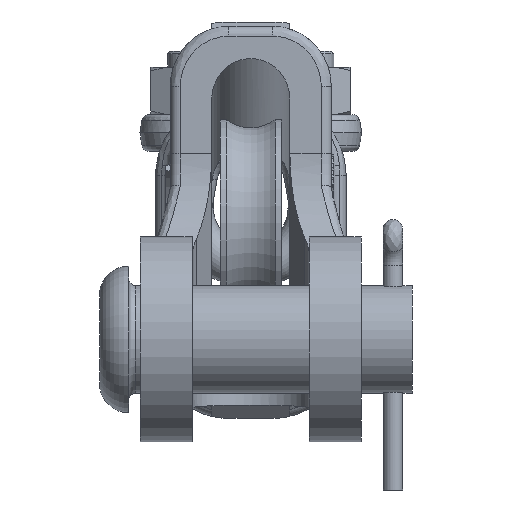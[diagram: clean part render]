
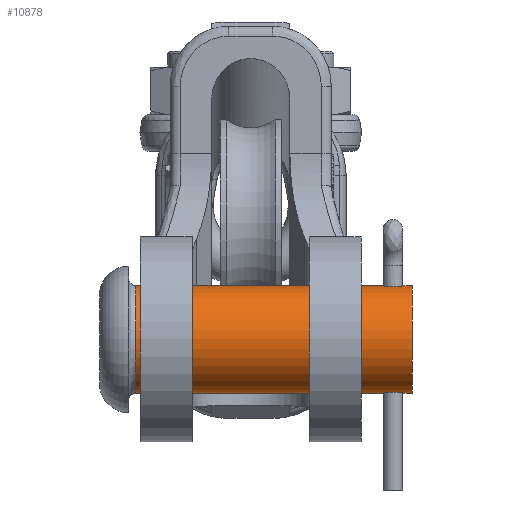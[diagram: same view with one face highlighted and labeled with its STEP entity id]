
A CAD part, front view. The second image highlights one B-rep face of the part: STEP entity #10878.
In plain terms, the highlighted cylindrical face has radius 17.462 mm (diameter 34.925 mm), a partial arc.
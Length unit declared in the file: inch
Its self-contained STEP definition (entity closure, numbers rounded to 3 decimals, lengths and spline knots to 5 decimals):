
#10611=CARTESIAN_POINT('',(1.95685,0.,0.5675));
#10612=CARTESIAN_POINT('',(1.95685,-0.00584,0.5675));
#10613=CARTESIAN_POINT('',(1.95613,-0.01744,
0.56735));
#10614=CARTESIAN_POINT('',(1.95287,-0.03467,
0.5667));
#10615=CARTESIAN_POINT('',(1.94747,-0.05142,
0.56564));
#10616=CARTESIAN_POINT('',(1.93999,-0.06739,
0.56425));
#10617=CARTESIAN_POINT('',(1.93051,-0.08238,
0.5626));
#10618=CARTESIAN_POINT('',(1.91922,-0.09606,
0.5608));
#10619=CARTESIAN_POINT('',(1.90623,-0.10825,
0.55896));
#10620=CARTESIAN_POINT('',(1.89189,-0.11864,0.55721));
#10621=CARTESIAN_POINT('',(1.87633,-0.12715,
0.55565));
#10622=CARTESIAN_POINT('',(1.85998,-0.13358,
0.55441));
#10623=CARTESIAN_POINT('',(1.84293,-0.13792,
0.55353));
#10624=CARTESIAN_POINT('',(1.82561,-0.14009,
0.55308));
#10625=CARTESIAN_POINT('',(1.8081,-0.14009,
0.55308));
#10626=CARTESIAN_POINT('',(1.79078,-0.13792,
0.55353));
#10627=CARTESIAN_POINT('',(1.77373,-0.13358,
0.55441));
#10628=CARTESIAN_POINT('',(1.75738,-0.12715,
0.55565));
#10629=CARTESIAN_POINT('',(1.74182,-0.11864,
0.55721));
#10630=CARTESIAN_POINT('',(1.72748,-0.10825,
0.55896));
#10631=CARTESIAN_POINT('',(1.71449,-0.09606,
0.5608));
#10632=CARTESIAN_POINT('',(1.7032,-0.08238,
0.5626));
#10633=CARTESIAN_POINT('',(1.69371,-0.06739,
0.56425));
#10634=CARTESIAN_POINT('',(1.68624,-0.05142,
0.56564));
#10635=CARTESIAN_POINT('',(1.68084,-0.03467,
0.5667));
#10636=CARTESIAN_POINT('',(1.67758,-0.01744,
0.56735));
#10637=CARTESIAN_POINT('',(1.67685,-0.00584,0.5675));
#10638=CARTESIAN_POINT('',(1.67685,0.,0.5675));
#10640=DIRECTION('',(1.,0.,0.));
#10641=VECTOR('',#10640,0.11);
#10642=CARTESIAN_POINT('',(1.95685,0.,0.5675));
#10643=LINE('',#10642,#10641);
#10644=CARTESIAN_POINT('',(1.67685,0.,-0.8075));
#10645=CARTESIAN_POINT('',(1.67685,-0.00584,-0.8075));
#10646=CARTESIAN_POINT('',(1.67758,-0.01744,
-0.80735));
#10647=CARTESIAN_POINT('',(1.68084,-0.03467,
-0.8067));
#10648=CARTESIAN_POINT('',(1.68624,-0.05142,
-0.80564));
#10649=CARTESIAN_POINT('',(1.69371,-0.06739,
-0.80425));
#10650=CARTESIAN_POINT('',(1.7032,-0.08238,
-0.8026));
#10651=CARTESIAN_POINT('',(1.71449,-0.09606,
-0.8008));
#10652=CARTESIAN_POINT('',(1.72748,-0.10825,
-0.79896));
#10653=CARTESIAN_POINT('',(1.74182,-0.11864,
-0.79721));
#10654=CARTESIAN_POINT('',(1.75738,-0.12715,
-0.79565));
#10655=CARTESIAN_POINT('',(1.77373,-0.13358,
-0.79441));
#10656=CARTESIAN_POINT('',(1.79078,-0.13792,
-0.79353));
#10657=CARTESIAN_POINT('',(1.8081,-0.14009,
-0.79308));
#10658=CARTESIAN_POINT('',(1.82561,-0.14009,
-0.79308));
#10659=CARTESIAN_POINT('',(1.84293,-0.13792,
-0.79353));
#10660=CARTESIAN_POINT('',(1.85998,-0.13358,
-0.79441));
#10661=CARTESIAN_POINT('',(1.87633,-0.12715,
-0.79565));
#10662=CARTESIAN_POINT('',(1.89189,-0.11864,
-0.79721));
#10663=CARTESIAN_POINT('',(1.90623,-0.10825,
-0.79896));
#10664=CARTESIAN_POINT('',(1.91922,-0.09606,
-0.8008));
#10665=CARTESIAN_POINT('',(1.93051,-0.08238,
-0.8026));
#10666=CARTESIAN_POINT('',(1.93999,-0.06739,
-0.80425));
#10667=CARTESIAN_POINT('',(1.94747,-0.05142,
-0.80564));
#10668=CARTESIAN_POINT('',(1.95287,-0.03467,
-0.8067));
#10669=CARTESIAN_POINT('',(1.95613,-0.01744,
-0.80735));
#10670=CARTESIAN_POINT('',(1.95685,-0.00584,-0.8075));
#10671=CARTESIAN_POINT('',(1.95685,0.,-0.8075));
#10673=DIRECTION('',(1.,0.,0.));
#10674=VECTOR('',#10673,3.145);
#10675=CARTESIAN_POINT('',(-1.46815,0.,0.5675));
#10676=LINE('',#10675,#10674);
#10677=CARTESIAN_POINT('',(1.95685,0.,-0.8075));
#10704=CARTESIAN_POINT('',(1.67685,0.,-0.8075));
#10706=DIRECTION('',(1.,0.,0.));
#10707=VECTOR('',#10706,0.11);
#10708=CARTESIAN_POINT('',(1.95685,0.,-0.8075));
#10709=LINE('',#10708,#10707);
#10710=CARTESIAN_POINT('',(1.67685,0.,0.5675));
#10737=CARTESIAN_POINT('',(1.95685,0.,0.5675));
#10739=DIRECTION('',(1.,0.,0.));
#10740=VECTOR('',#10739,3.145);
#10741=CARTESIAN_POINT('',(-1.46815,0.,-0.8075));
#10742=LINE('',#10741,#10740);
#10752=CARTESIAN_POINT('',(2.06685,0.,-0.12));
#10753=DIRECTION('',(1.,0.,0.));
#10754=DIRECTION('',(0.,0.,1.));
#10755=AXIS2_PLACEMENT_3D('',#10752,#10753,#10754);
#10807=CARTESIAN_POINT('',(-1.46815,0.,-0.12));
#10808=DIRECTION('',(1.,0.,0.));
#10809=DIRECTION('',(0.,0.,1.));
#10810=AXIS2_PLACEMENT_3D('',#10807,#10808,#10809);
#10817=CARTESIAN_POINT('',(2.06685,0.,-0.8075));
#10818=CARTESIAN_POINT('',(2.06685,0.,0.5675));
#10819=VERTEX_POINT('',#10817);
#10820=VERTEX_POINT('',#10818);
#10833=CARTESIAN_POINT('',(-1.46815,0.,-0.8075));
#10834=CARTESIAN_POINT('',(-1.46815,0.,0.5675));
#10835=VERTEX_POINT('',#10833);
#10836=VERTEX_POINT('',#10834);
#10837=VERTEX_POINT('',#10677);
#10838=VERTEX_POINT('',#10704);
#10839=VERTEX_POINT('',#10710);
#10840=VERTEX_POINT('',#10737);
#10857=CARTESIAN_POINT('',(-1.55815,0.,-0.12));
#10858=DIRECTION('',(1.,0.,0.));
#10859=DIRECTION('',(0.,0.,-1.));
#10860=AXIS2_PLACEMENT_3D('',#10857,#10858,#10859);
#10861=CYLINDRICAL_SURFACE('',#10860,0.6875);
#10862=ORIENTED_EDGE('',*,*,#10846,.F.);
#10864=ORIENTED_EDGE('',*,*,#10863,.T.);
#10866=ORIENTED_EDGE('',*,*,#10865,.T.);
#10868=ORIENTED_EDGE('',*,*,#10867,.F.);
#10869=ORIENTED_EDGE('',*,*,#10850,.F.);
#10871=ORIENTED_EDGE('',*,*,#10870,.F.);
#10873=ORIENTED_EDGE('',*,*,#10872,.F.);
#10875=ORIENTED_EDGE('',*,*,#10874,.T.);
#10876=EDGE_LOOP('',(#10862,#10864,#10866,#10868,#10869,#10871,#10873,#10875));
#10877=FACE_OUTER_BOUND('',#10876,.F.);
#10878=ADVANCED_FACE('',(#10877),#10861,.T.);
#10639=B_SPLINE_CURVE_WITH_KNOTS('',3,(#10611,#10612,#10613,#10614,#10615,
#10616,#10617,#10618,#10619,#10620,#10621,#10622,#10623,#10624,#10625,#10626,
#10627,#10628,#10629,#10630,#10631,#10632,#10633,#10634,#10635,#10636,#10637,
#10638),.UNSPECIFIED.,.F.,.F.,(4,1,1,1,1,1,1,1,1,1,1,1,1,1,1,1,1,1,1,1,1,1,1,1,
1,4),(0.,0.04,0.08,0.12,0.16,0.2,0.24,0.28,0.32,0.36,0.4,
0.44,0.48,0.52,0.56,0.6,0.64,0.68,0.72,0.76,0.8,0.84,
0.88,0.92,0.96,1.),.UNSPECIFIED.);
#10672=B_SPLINE_CURVE_WITH_KNOTS('',3,(#10644,#10645,#10646,#10647,#10648,
#10649,#10650,#10651,#10652,#10653,#10654,#10655,#10656,#10657,#10658,#10659,
#10660,#10661,#10662,#10663,#10664,#10665,#10666,#10667,#10668,#10669,#10670,
#10671),.UNSPECIFIED.,.F.,.F.,(4,1,1,1,1,1,1,1,1,1,1,1,1,1,1,1,1,1,1,1,1,1,1,1,
1,4),(0.,0.04,0.08,0.12,0.16,0.2,0.24,0.28,0.32,0.36,0.4,
0.44,0.48,0.52,0.56,0.6,0.64,0.68,0.72,0.76,0.8,0.84,
0.88,0.92,0.96,1.),.UNSPECIFIED.);
#10756=CIRCLE('',#10755,0.6875);
#10811=CIRCLE('',#10810,0.6875);
#10846=EDGE_CURVE('',#10840,#10839,#10639,.T.);
#10850=EDGE_CURVE('',#10838,#10837,#10672,.T.);
#10863=EDGE_CURVE('',#10840,#10820,#10643,.T.);
#10865=EDGE_CURVE('',#10820,#10819,#10756,.T.);
#10867=EDGE_CURVE('',#10837,#10819,#10709,.T.);
#10870=EDGE_CURVE('',#10835,#10838,#10742,.T.);
#10872=EDGE_CURVE('',#10836,#10835,#10811,.T.);
#10874=EDGE_CURVE('',#10836,#10839,#10676,.T.);
